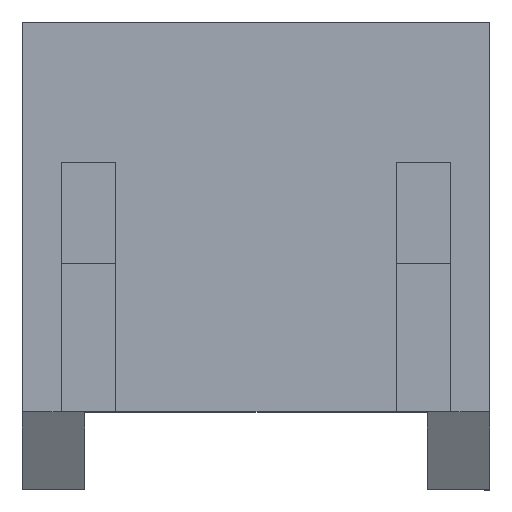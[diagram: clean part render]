
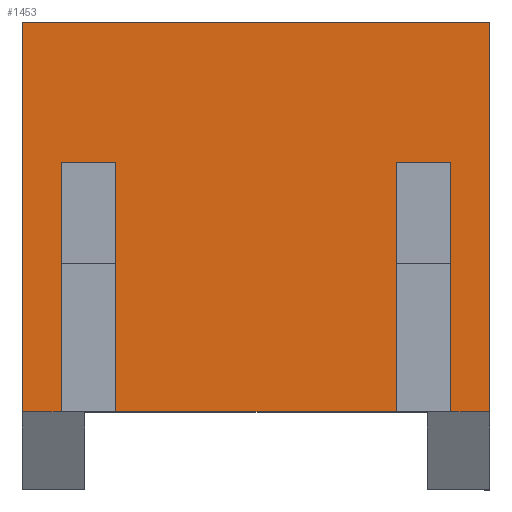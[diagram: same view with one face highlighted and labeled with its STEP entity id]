
A CAD part, top view. The second image highlights one B-rep face of the part: STEP entity #1453.
In plain terms, the highlighted planar face has unit normal (0, 0, 1).
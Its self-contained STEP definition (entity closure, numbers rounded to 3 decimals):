
#821=CARTESIAN_POINT('',(-3.,-0.4,3.7));
#822=VERTEX_POINT('',#821);
#829=CARTESIAN_POINT('',(-3.,4.6,3.7));
#830=VERTEX_POINT('',#829);
#831=CARTESIAN_POINT('',(-3.,4.6,3.7));
#832=DIRECTION('',(0.0,-1.0,0.0));
#833=VECTOR('',#832,5.);
#834=LINE('',#831,#833);
#835=EDGE_CURVE('',#830,#822,#834,.T.);
#882=CARTESIAN_POINT('',(3.,-0.4,3.7));
#883=VERTEX_POINT('',#882);
#890=CARTESIAN_POINT('',(2.5,-0.4,3.7));
#891=VERTEX_POINT('',#890);
#892=CARTESIAN_POINT('',(3.,-0.4,3.7));
#893=DIRECTION('',(-1.0,0.0,0.0));
#894=VECTOR('',#893,0.5);
#895=LINE('',#892,#894);
#896=EDGE_CURVE('',#883,#891,#895,.T.);
#914=CARTESIAN_POINT('',(1.8,-0.4,3.7));
#915=VERTEX_POINT('',#914);
#922=CARTESIAN_POINT('',(-1.8,-0.4,3.7));
#923=VERTEX_POINT('',#922);
#924=CARTESIAN_POINT('',(1.8,-0.4,3.7));
#925=DIRECTION('',(-1.0,0.0,0.0));
#926=VECTOR('',#925,3.6);
#927=LINE('',#924,#926);
#928=EDGE_CURVE('',#915,#923,#927,.T.);
#946=CARTESIAN_POINT('',(-2.5,-0.4,3.7));
#947=VERTEX_POINT('',#946);
#954=CARTESIAN_POINT('',(-2.5,-0.4,3.7));
#955=DIRECTION('',(-1.0,0.0,0.0));
#956=VECTOR('',#955,0.5);
#957=LINE('',#954,#956);
#958=EDGE_CURVE('',#947,#822,#957,.T.);
#987=CARTESIAN_POINT('',(3.,4.6,3.7));
#988=VERTEX_POINT('',#987);
#995=CARTESIAN_POINT('',(3.,4.6,3.7));
#996=DIRECTION('',(0.0,-1.0,0.0));
#997=VECTOR('',#996,5.);
#998=LINE('',#995,#997);
#999=EDGE_CURVE('',#988,#883,#998,.T.);
#1220=CARTESIAN_POINT('',(2.5,2.8,3.7));
#1221=VERTEX_POINT('',#1220);
#1222=CARTESIAN_POINT('',(2.5,-0.4,3.7));
#1223=DIRECTION('',(0.0,1.0,0.0));
#1224=VECTOR('',#1223,3.2);
#1225=LINE('',#1222,#1224);
#1226=EDGE_CURVE('',#891,#1221,#1225,.T.);
#1282=CARTESIAN_POINT('',(-2.5,2.8,3.7));
#1283=VERTEX_POINT('',#1282);
#1290=CARTESIAN_POINT('',(-2.5,2.8,3.7));
#1291=DIRECTION('',(0.0,-1.0,0.0));
#1292=VECTOR('',#1291,3.2);
#1293=LINE('',#1290,#1292);
#1294=EDGE_CURVE('',#1283,#947,#1293,.T.);
#1401=CARTESIAN_POINT('',(3.,4.6,3.7));
#1402=DIRECTION('',(-1.0,0.0,0.0));
#1403=VECTOR('',#1402,6.);
#1404=LINE('',#1401,#1403);
#1405=EDGE_CURVE('',#988,#830,#1404,.T.);
#1410=CARTESIAN_POINT('',(3.3,-0.65,3.7));
#1411=DIRECTION('',(0.0,0.0,-1.0));
#1412=DIRECTION('',(0.0,-1.0,0.0));
#1413=AXIS2_PLACEMENT_3D('',#1410,#1411,#1412);
#1414=PLANE('',#1413);
#1415=ORIENTED_EDGE('',*,*,#958,.F.);
#1416=ORIENTED_EDGE('',*,*,#1294,.F.);
#1417=CARTESIAN_POINT('',(-1.8,2.8,3.7));
#1418=VERTEX_POINT('',#1417);
#1419=CARTESIAN_POINT('',(-1.8,2.8,3.7));
#1420=DIRECTION('',(-1.0,0.0,0.0));
#1421=VECTOR('',#1420,0.7);
#1422=LINE('',#1419,#1421);
#1423=EDGE_CURVE('',#1418,#1283,#1422,.T.);
#1424=ORIENTED_EDGE('',*,*,#1423,.F.);
#1425=CARTESIAN_POINT('',(-1.8,-0.4,3.7));
#1426=DIRECTION('',(0.0,1.0,0.0));
#1427=VECTOR('',#1426,3.2);
#1428=LINE('',#1425,#1427);
#1429=EDGE_CURVE('',#923,#1418,#1428,.T.);
#1430=ORIENTED_EDGE('',*,*,#1429,.F.);
#1431=ORIENTED_EDGE('',*,*,#928,.F.);
#1432=CARTESIAN_POINT('',(1.8,2.8,3.7));
#1433=VERTEX_POINT('',#1432);
#1434=CARTESIAN_POINT('',(1.8,2.8,3.7));
#1435=DIRECTION('',(0.0,-1.0,0.0));
#1436=VECTOR('',#1435,3.2);
#1437=LINE('',#1434,#1436);
#1438=EDGE_CURVE('',#1433,#915,#1437,.T.);
#1439=ORIENTED_EDGE('',*,*,#1438,.F.);
#1440=CARTESIAN_POINT('',(2.5,2.8,3.7));
#1441=DIRECTION('',(-1.0,0.0,0.0));
#1442=VECTOR('',#1441,0.7);
#1443=LINE('',#1440,#1442);
#1444=EDGE_CURVE('',#1221,#1433,#1443,.T.);
#1445=ORIENTED_EDGE('',*,*,#1444,.F.);
#1446=ORIENTED_EDGE('',*,*,#1226,.F.);
#1447=ORIENTED_EDGE('',*,*,#896,.F.);
#1448=ORIENTED_EDGE('',*,*,#999,.F.);
#1449=ORIENTED_EDGE('',*,*,#1405,.T.);
#1450=ORIENTED_EDGE('',*,*,#835,.T.);
#1451=EDGE_LOOP('',(#1415,#1416,#1424,#1430,#1431,#1439,#1445,#1446,#1447,#1448,#1449,#1450));
#1452=FACE_OUTER_BOUND('',#1451,.T.);
#1453=ADVANCED_FACE('',(#1452),#1414,.F.);
